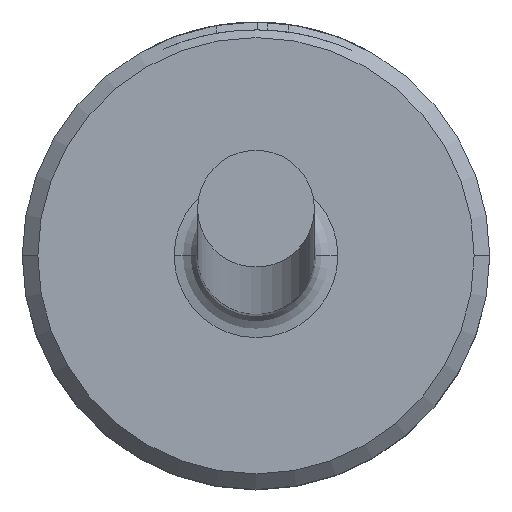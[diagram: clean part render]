
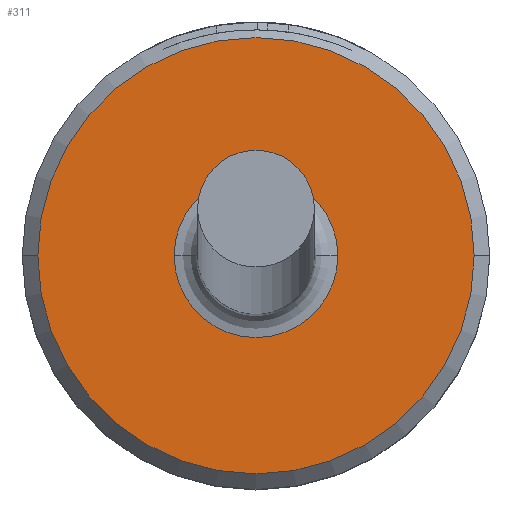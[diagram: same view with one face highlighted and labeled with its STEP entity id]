
A CAD part, top view. The second image highlights one B-rep face of the part: STEP entity #311.
In plain terms, the highlighted planar face has unit normal (0, 0, 1).
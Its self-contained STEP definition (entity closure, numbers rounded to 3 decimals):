
#6 = FACE_OUTER_BOUND ( 'NONE', #551, .T. ) ;
#18 = AXIS2_PLACEMENT_3D ( 'NONE', #757, #33, #686 ) ;
#33 = DIRECTION ( 'NONE',  ( 0., 0., 1. ) ) ;
#34 = ORIENTED_EDGE ( 'NONE', *, *, #1090, .T. ) ;
#134 = CARTESIAN_POINT ( 'NONE',  ( 2.8, 0., 4. ) ) ;
#145 = EDGE_CURVE ( 'NONE', #964, #1031, #166, .T. ) ;
#166 = CIRCLE ( 'NONE', #711, 1.05 ) ;
#223 = CARTESIAN_POINT ( 'NONE',  ( -2.8, 0., 4. ) ) ;
#250 = CARTESIAN_POINT ( 'NONE',  ( 0., 0., 4. ) ) ;
#279 = DIRECTION ( 'NONE',  ( -1., 0., 0. ) ) ;
#311 = ADVANCED_FACE ( 'NONE', ( #6, #865 ), #684, .T. ) ;
#322 = CARTESIAN_POINT ( 'NONE',  ( 0., 0., 4. ) ) ;
#344 = CIRCLE ( 'NONE', #688, 2.8 ) ;
#352 = DIRECTION ( 'NONE',  ( 1., 0., 0. ) ) ;
#426 = EDGE_CURVE ( 'NONE', #780, #818, #344, .T. ) ;
#474 = DIRECTION ( 'NONE',  ( 0., 0., -1. ) ) ;
#511 = AXIS2_PLACEMENT_3D ( 'NONE', #322, #513, #1112 ) ;
#513 = DIRECTION ( 'NONE',  ( 0., 0., 1. ) ) ;
#548 = CARTESIAN_POINT ( 'NONE',  ( 0., 0., 4. ) ) ;
#551 = EDGE_LOOP ( 'NONE', ( #604, #919 ) ) ;
#562 = CARTESIAN_POINT ( 'NONE',  ( 0., 0., 4. ) ) ;
#604 = ORIENTED_EDGE ( 'NONE', *, *, #857, .T. ) ;
#616 = AXIS2_PLACEMENT_3D ( 'NONE', #548, #1150, #645 ) ;
#645 = DIRECTION ( 'NONE',  ( -1., 0., 0. ) ) ;
#681 = CIRCLE ( 'NONE', #616, 1.05 ) ;
#684 = PLANE ( 'NONE',  #511 ) ;
#686 = DIRECTION ( 'NONE',  ( 1., 0., 0. ) ) ;
#688 = AXIS2_PLACEMENT_3D ( 'NONE', #250, #873, #352 ) ;
#711 = AXIS2_PLACEMENT_3D ( 'NONE', #562, #474, #279 ) ;
#716 = ORIENTED_EDGE ( 'NONE', *, *, #145, .T. ) ;
#757 = CARTESIAN_POINT ( 'NONE',  ( 0., 0., 4. ) ) ;
#780 = VERTEX_POINT ( 'NONE', #134 ) ;
#818 = VERTEX_POINT ( 'NONE', #223 ) ;
#857 = EDGE_CURVE ( 'NONE', #818, #780, #937, .T. ) ;
#865 = FACE_BOUND ( 'NONE', #1000, .T. ) ;
#868 = CARTESIAN_POINT ( 'NONE',  ( 1.05, 0., 4. ) ) ;
#873 = DIRECTION ( 'NONE',  ( 0., 0., 1. ) ) ;
#878 = CARTESIAN_POINT ( 'NONE',  ( -1.05, 0., 4. ) ) ;
#919 = ORIENTED_EDGE ( 'NONE', *, *, #426, .T. ) ;
#937 = CIRCLE ( 'NONE', #18, 2.8 ) ;
#964 = VERTEX_POINT ( 'NONE', #868 ) ;
#1000 = EDGE_LOOP ( 'NONE', ( #34, #716 ) ) ;
#1031 = VERTEX_POINT ( 'NONE', #878 ) ;
#1090 = EDGE_CURVE ( 'NONE', #1031, #964, #681, .T. ) ;
#1112 = DIRECTION ( 'NONE',  ( 1., 0., 0. ) ) ;
#1150 = DIRECTION ( 'NONE',  ( 0., 0., -1. ) ) ;
